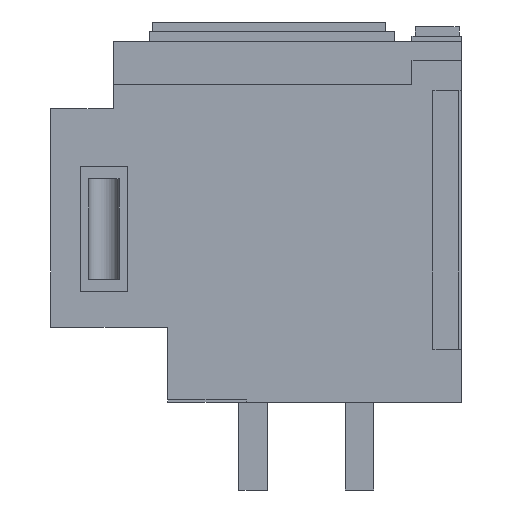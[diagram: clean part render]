
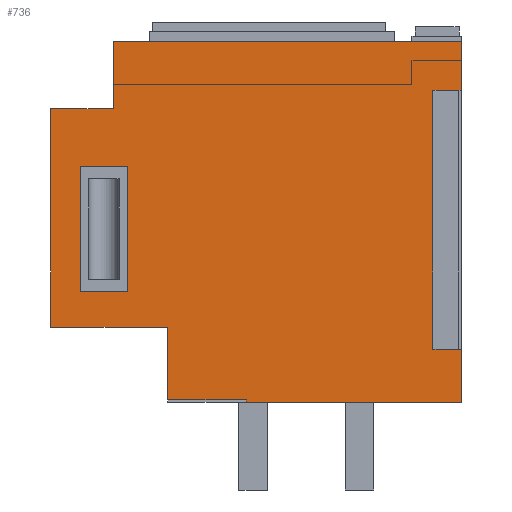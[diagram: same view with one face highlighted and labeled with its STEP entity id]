
A CAD part, left-side view. The second image highlights one B-rep face of the part: STEP entity #736.
In plain terms, the highlighted planar face has unit normal (-1, 0, 0).
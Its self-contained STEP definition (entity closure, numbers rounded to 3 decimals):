
#492=FACE_BOUND('',#1384,.T.);
#493=FACE_BOUND('',#1385,.T.);
#494=FACE_BOUND('',#1386,.T.);
#736=ADVANCED_FACE('',(#492,#493,#494),#953,.F.);
#953=PLANE('',#5383);
#1384=EDGE_LOOP('',(#2012,#2013,#2014,#2015,#2016,#2017,#2018,#2019,#2020,
#2021));
#1385=EDGE_LOOP('',(#2022,#2023,#2024,#2025));
#1386=EDGE_LOOP('',(#2026,#2027,#2028,#2029));
#2012=ORIENTED_EDGE('',*,*,#3875,.T.);
#2013=ORIENTED_EDGE('',*,*,#3876,.F.);
#2014=ORIENTED_EDGE('',*,*,#3620,.F.);
#2015=ORIENTED_EDGE('',*,*,#3877,.F.);
#2016=ORIENTED_EDGE('',*,*,#3622,.T.);
#2017=ORIENTED_EDGE('',*,*,#3878,.T.);
#2018=ORIENTED_EDGE('',*,*,#3879,.F.);
#2019=ORIENTED_EDGE('',*,*,#3880,.F.);
#2020=ORIENTED_EDGE('',*,*,#3881,.F.);
#2021=ORIENTED_EDGE('',*,*,#3882,.F.);
#2022=ORIENTED_EDGE('',*,*,#3883,.T.);
#2023=ORIENTED_EDGE('',*,*,#3884,.T.);
#2024=ORIENTED_EDGE('',*,*,#3885,.F.);
#2025=ORIENTED_EDGE('',*,*,#3886,.F.);
#2026=ORIENTED_EDGE('',*,*,#3887,.F.);
#2027=ORIENTED_EDGE('',*,*,#3888,.F.);
#2028=ORIENTED_EDGE('',*,*,#3889,.F.);
#2029=ORIENTED_EDGE('',*,*,#3890,.F.);
#3146=VERTEX_POINT('',#7227);
#3147=VERTEX_POINT('',#7229);
#3148=VERTEX_POINT('',#7233);
#3149=VERTEX_POINT('',#7234);
#3396=VERTEX_POINT('',#7788);
#3397=VERTEX_POINT('',#7789);
#3398=VERTEX_POINT('',#7793);
#3399=VERTEX_POINT('',#7795);
#3400=VERTEX_POINT('',#7797);
#3401=VERTEX_POINT('',#7799);
#3402=VERTEX_POINT('',#7802);
#3403=VERTEX_POINT('',#7803);
#3404=VERTEX_POINT('',#7805);
#3405=VERTEX_POINT('',#7807);
#3406=VERTEX_POINT('',#7810);
#3407=VERTEX_POINT('',#7811);
#3408=VERTEX_POINT('',#7813);
#3409=VERTEX_POINT('',#7815);
#3620=EDGE_CURVE('',#3146,#3147,#4318,.T.);
#3622=EDGE_CURVE('',#3148,#3149,#4320,.T.);
#3875=EDGE_CURVE('',#3396,#3397,#4473,.T.);
#3876=EDGE_CURVE('',#3147,#3397,#4474,.T.);
#3877=EDGE_CURVE('',#3148,#3146,#4475,.T.);
#3878=EDGE_CURVE('',#3149,#3398,#4476,.T.);
#3879=EDGE_CURVE('',#3399,#3398,#4477,.T.);
#3880=EDGE_CURVE('',#3400,#3399,#4478,.T.);
#3881=EDGE_CURVE('',#3401,#3400,#4479,.T.);
#3882=EDGE_CURVE('',#3396,#3401,#4480,.T.);
#3883=EDGE_CURVE('',#3402,#3403,#4481,.T.);
#3884=EDGE_CURVE('',#3403,#3404,#4482,.T.);
#3885=EDGE_CURVE('',#3405,#3404,#4483,.T.);
#3886=EDGE_CURVE('',#3402,#3405,#4484,.T.);
#3887=EDGE_CURVE('',#3406,#3407,#4485,.T.);
#3888=EDGE_CURVE('',#3408,#3406,#4486,.T.);
#3889=EDGE_CURVE('',#3409,#3408,#4487,.T.);
#3890=EDGE_CURVE('',#3407,#3409,#4488,.T.);
#4318=LINE('',#7228,#4776);
#4320=LINE('',#7232,#4778);
#4473=LINE('',#7787,#4931);
#4474=LINE('',#7790,#4932);
#4475=LINE('',#7791,#4933);
#4476=LINE('',#7792,#4934);
#4477=LINE('',#7794,#4935);
#4478=LINE('',#7796,#4936);
#4479=LINE('',#7798,#4937);
#4480=LINE('',#7800,#4938);
#4481=LINE('',#7801,#4939);
#4482=LINE('',#7804,#4940);
#4483=LINE('',#7806,#4941);
#4484=LINE('',#7808,#4942);
#4485=LINE('',#7809,#4943);
#4486=LINE('',#7812,#4944);
#4487=LINE('',#7814,#4945);
#4488=LINE('',#7816,#4946);
#4776=VECTOR('',#5748,1.);
#4778=VECTOR('',#5752,1.);
#4931=VECTOR('',#6213,1.);
#4932=VECTOR('',#6214,1.);
#4933=VECTOR('',#6215,1.);
#4934=VECTOR('',#6216,1.);
#4935=VECTOR('',#6217,1.);
#4936=VECTOR('',#6218,1.);
#4937=VECTOR('',#6219,1.);
#4938=VECTOR('',#6220,1.);
#4939=VECTOR('',#6221,1.);
#4940=VECTOR('',#6222,1.);
#4941=VECTOR('',#6223,1.);
#4942=VECTOR('',#6224,1.);
#4943=VECTOR('',#6225,1.);
#4944=VECTOR('',#6226,1.);
#4945=VECTOR('',#6227,1.);
#4946=VECTOR('',#6228,1.);
#5383=AXIS2_PLACEMENT_3D('',#7817,#6229,#6230);
#5748=DIRECTION('',(0.,1.,0.));
#5752=DIRECTION('',(0.,-1.,0.));
#6213=DIRECTION('',(0.,-1.,0.));
#6214=DIRECTION('',(0.,0.,1.));
#6215=DIRECTION('',(0.,0.,1.));
#6216=DIRECTION('',(0.,0.,1.));
#6217=DIRECTION('',(0.,-1.,0.));
#6218=DIRECTION('',(0.,0.,1.));
#6219=DIRECTION('',(0.,-1.,0.));
#6220=DIRECTION('',(0.,0.,1.));
#6221=DIRECTION('',(0.,1.,0.));
#6222=DIRECTION('',(0.,0.,1.));
#6223=DIRECTION('',(0.,1.,0.));
#6224=DIRECTION('',(0.,0.,1.));
#6225=DIRECTION('',(0.,-1.,0.));
#6226=DIRECTION('',(0.,0.,-1.));
#6227=DIRECTION('',(0.,1.,0.));
#6228=DIRECTION('',(0.,0.,1.));
#6229=DIRECTION('',(1.,0.,0.));
#6230=DIRECTION('',(0.,0.,-1.));
#7227=CARTESIAN_POINT('',(-445.,226.,-149.5));
#7228=CARTESIAN_POINT('',(-445.,0.,-149.5));
#7229=CARTESIAN_POINT('',(-445.,309.,-149.5));
#7232=CARTESIAN_POINT('',(-445.,226.,-152.5));
#7233=CARTESIAN_POINT('',(-445.,226.,-152.5));
#7234=CARTESIAN_POINT('',(-445.,0.,-152.5));
#7787=CARTESIAN_POINT('',(-445.,0.,-73.3));
#7788=CARTESIAN_POINT('',(-445.,432.,-73.3));
#7789=CARTESIAN_POINT('',(-445.,309.,-73.3));
#7790=CARTESIAN_POINT('',(-445.,309.,-73.3));
#7791=CARTESIAN_POINT('',(-445.,226.,-152.5));
#7792=CARTESIAN_POINT('',(-445.,0.,-122.5));
#7793=CARTESIAN_POINT('',(-445.,0.,227.5));
#7794=CARTESIAN_POINT('',(-445.,0.,227.5));
#7795=CARTESIAN_POINT('',(-445.,366.,227.5));
#7796=CARTESIAN_POINT('',(-445.,366.,156.5));
#7797=CARTESIAN_POINT('',(-445.,366.,156.5));
#7798=CARTESIAN_POINT('',(-445.,0.,156.5));
#7799=CARTESIAN_POINT('',(-445.,432.,156.5));
#7800=CARTESIAN_POINT('',(-445.,432.,-122.5));
#7801=CARTESIAN_POINT('',(-445.,30.,-96.5));
#7802=CARTESIAN_POINT('',(-445.,3.,-96.5));
#7803=CARTESIAN_POINT('',(-445.,30.,-96.5));
#7804=CARTESIAN_POINT('',(-445.,30.,-96.5));
#7805=CARTESIAN_POINT('',(-445.,30.,175.5));
#7806=CARTESIAN_POINT('',(-445.,30.,175.5));
#7807=CARTESIAN_POINT('',(-445.,3.,175.5));
#7808=CARTESIAN_POINT('',(-445.,3.,-96.5));
#7809=CARTESIAN_POINT('',(-445.,371.,-36.3));
#7810=CARTESIAN_POINT('',(-445.,401.,-36.3));
#7811=CARTESIAN_POINT('',(-445.,351.,-36.3));
#7812=CARTESIAN_POINT('',(-445.,401.,-36.3));
#7813=CARTESIAN_POINT('',(-445.,401.,95.7));
#7814=CARTESIAN_POINT('',(-445.,371.,95.7));
#7815=CARTESIAN_POINT('',(-445.,351.,95.7));
#7816=CARTESIAN_POINT('',(-445.,351.,-36.3));
#7817=CARTESIAN_POINT('',(-445.,0.,-122.5));
